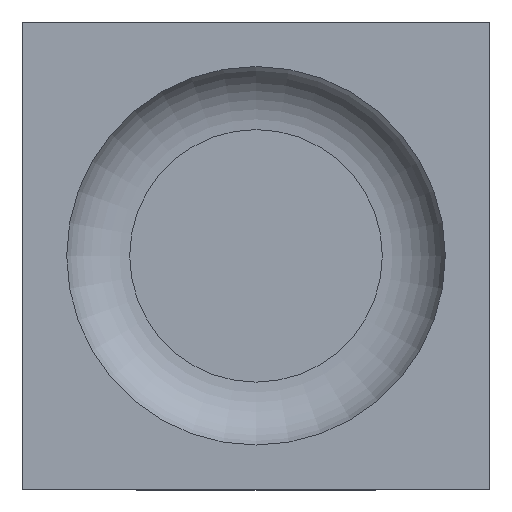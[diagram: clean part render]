
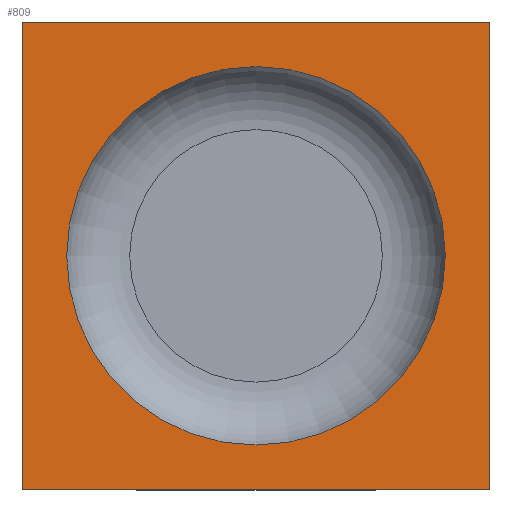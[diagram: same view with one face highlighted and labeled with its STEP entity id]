
A CAD part, top view. The second image highlights one B-rep face of the part: STEP entity #809.
In plain terms, the highlighted planar face has unit normal (0, 0, 1).
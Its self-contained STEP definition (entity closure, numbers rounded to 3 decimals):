
#23=FACE_BOUND('',#350,.T.);
#41=LINE('',#1169,#149);
#55=LINE('',#1197,#163);
#58=LINE('',#1202,#166);
#59=LINE('',#1204,#167);
#149=VECTOR('',#953,10.);
#163=VECTOR('',#977,10.);
#166=VECTOR('',#982,10.);
#167=VECTOR('',#985,10.);
#253=PLANE('',#878);
#301=FACE_OUTER_BOUND('',#349,.T.);
#349=EDGE_LOOP('',(#633,#634,#635,#636));
#350=EDGE_LOOP('',(#637));
#384=CIRCLE('',#862,0.85);
#387=VERTEX_POINT('',#1126);
#401=VERTEX_POINT('',#1166);
#402=VERTEX_POINT('',#1168);
#411=VERTEX_POINT('',#1196);
#412=VERTEX_POINT('',#1200);
#461=EDGE_CURVE('',#387,#387,#384,.T.);
#481=EDGE_CURVE('',#402,#401,#41,.T.);
#495=EDGE_CURVE('',#402,#411,#55,.T.);
#498=EDGE_CURVE('',#401,#412,#58,.T.);
#499=EDGE_CURVE('',#411,#412,#59,.T.);
#633=ORIENTED_EDGE('',*,*,#481,.T.);
#634=ORIENTED_EDGE('',*,*,#498,.T.);
#635=ORIENTED_EDGE('',*,*,#499,.F.);
#636=ORIENTED_EDGE('',*,*,#495,.F.);
#637=ORIENTED_EDGE('',*,*,#461,.T.);
#809=ADVANCED_FACE('',(#301,#23),#253,.T.);
#862=AXIS2_PLACEMENT_3D('',#1127,#916,#917);
#878=AXIS2_PLACEMENT_3D('',#1203,#983,#984);
#916=DIRECTION('center_axis',(0.,0.,-1.));
#917=DIRECTION('ref_axis',(-1.,0.,0.));
#953=DIRECTION('',(1.,0.,0.));
#977=DIRECTION('',(0.,1.,0.));
#982=DIRECTION('',(0.,1.,0.));
#983=DIRECTION('center_axis',(0.,0.,1.));
#984=DIRECTION('ref_axis',(1.,0.,0.));
#985=DIRECTION('',(1.,0.,0.));
#1126=CARTESIAN_POINT('',(-0.85,1.05,1.));
#1127=CARTESIAN_POINT('Origin',(0.,1.05,1.));
#1166=CARTESIAN_POINT('',(1.05,0.,1.));
#1168=CARTESIAN_POINT('',(-1.05,0.,1.));
#1169=CARTESIAN_POINT('',(-1.05,0.,1.));
#1196=CARTESIAN_POINT('',(-1.05,2.1,1.));
#1197=CARTESIAN_POINT('',(-1.05,0.,1.));
#1200=CARTESIAN_POINT('',(1.05,2.1,1.));
#1202=CARTESIAN_POINT('',(1.05,0.,1.));
#1203=CARTESIAN_POINT('Origin',(-1.05,0.,1.));
#1204=CARTESIAN_POINT('',(-1.05,2.1,1.));
